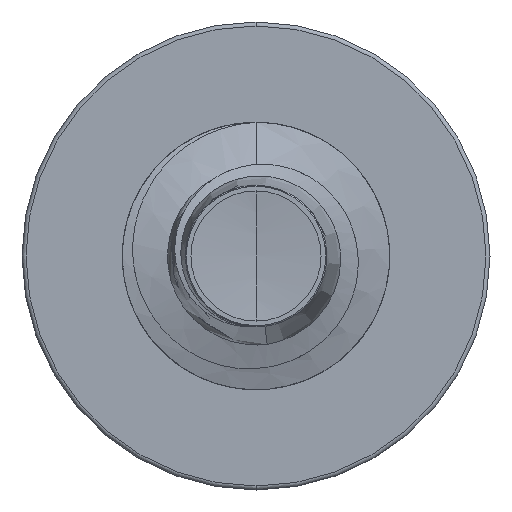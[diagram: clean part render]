
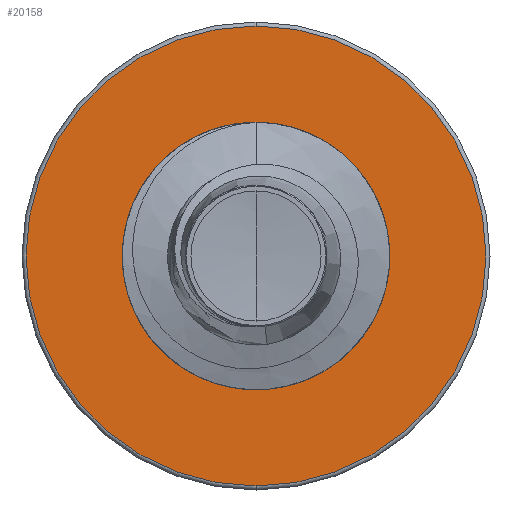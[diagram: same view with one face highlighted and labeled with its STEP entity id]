
A CAD part, front view. The second image highlights one B-rep face of the part: STEP entity #20158.
In plain terms, the highlighted planar face has unit normal (0, -1, 0).
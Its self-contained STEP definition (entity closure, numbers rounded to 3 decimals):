
#620 = VERTEX_POINT ( 'NONE', #20483 ) ;
#1541 = CIRCLE ( 'NONE', #2917, 3.694 ) ;
#1803 = AXIS2_PLACEMENT_3D ( 'NONE', #20956, #9140, #22729 ) ;
#2917 = AXIS2_PLACEMENT_3D ( 'NONE', #21496, #9829, #23275 ) ;
#3005 = AXIS2_PLACEMENT_3D ( 'NONE', #13027, #25862, #15114 ) ;
#3011 = CIRCLE ( 'NONE', #3005, 3.694 ) ;
#3840 = AXIS2_PLACEMENT_3D ( 'NONE', #16775, #20411, #8457 ) ;
#4658 = CARTESIAN_POINT ( 'NONE',  ( 0., 32.5, 0. ) ) ;
#4905 = EDGE_LOOP ( 'NONE', ( #11689, #22316 ) ) ;
#5422 = AXIS2_PLACEMENT_3D ( 'NONE', #4658, #19218, #6970 ) ;
#6970 = DIRECTION ( 'NONE',  ( 0., 0., 1. ) ) ;
#8457 = DIRECTION ( 'NONE',  ( 0., 0., 1. ) ) ;
#9140 = DIRECTION ( 'NONE',  ( 0., 1., 0. ) ) ;
#9829 = DIRECTION ( 'NONE',  ( 0., 1., 0. ) ) ;
#10455 = VERTEX_POINT ( 'NONE', #14304 ) ;
#11689 = ORIENTED_EDGE ( 'NONE', *, *, #22788, .T. ) ;
#11788 = VERTEX_POINT ( 'NONE', #16999 ) ;
#12200 = ORIENTED_EDGE ( 'NONE', *, *, #23734, .F. ) ;
#13027 = CARTESIAN_POINT ( 'NONE',  ( 0., 32.5, 0. ) ) ;
#13294 = ORIENTED_EDGE ( 'NONE', *, *, #21649, .F. ) ;
#14109 = EDGE_LOOP ( 'NONE', ( #13294, #12200 ) ) ;
#14304 = CARTESIAN_POINT ( 'NONE',  ( 0., 32.5, 3.694 ) ) ;
#15114 = DIRECTION ( 'NONE',  ( 0., 0., 1. ) ) ;
#16775 = CARTESIAN_POINT ( 'NONE',  ( 0., 32.5, -3.694 ) ) ;
#16999 = CARTESIAN_POINT ( 'NONE',  ( 0., 32.5, -3.694 ) ) ;
#18340 = FACE_OUTER_BOUND ( 'NONE', #14109, .T. ) ;
#18931 = FACE_BOUND ( 'NONE', #4905, .T. ) ;
#19218 = DIRECTION ( 'NONE',  ( 0., 1., 0. ) ) ;
#19229 = CIRCLE ( 'NONE', #1803, 6.88 ) ;
#19276 = VERTEX_POINT ( 'NONE', #21780 ) ;
#20158 = ADVANCED_FACE ( 'NONE', ( #18340, #18931 ), #25654, .F. ) ;
#20411 = DIRECTION ( 'NONE',  ( 0., 1., 0. ) ) ;
#20483 = CARTESIAN_POINT ( 'NONE',  ( 0., 32.5, -6.88 ) ) ;
#20956 = CARTESIAN_POINT ( 'NONE',  ( 0., 32.5, 0. ) ) ;
#21496 = CARTESIAN_POINT ( 'NONE',  ( 0., 32.5, 0. ) ) ;
#21649 = EDGE_CURVE ( 'NONE', #19276, #620, #26130, .T. ) ;
#21780 = CARTESIAN_POINT ( 'NONE',  ( 0., 32.5, 6.88 ) ) ;
#22247 = EDGE_CURVE ( 'NONE', #11788, #10455, #3011, .T. ) ;
#22316 = ORIENTED_EDGE ( 'NONE', *, *, #22247, .T. ) ;
#22729 = DIRECTION ( 'NONE',  ( 0., 0., 1. ) ) ;
#22788 = EDGE_CURVE ( 'NONE', #10455, #11788, #1541, .T. ) ;
#23275 = DIRECTION ( 'NONE',  ( 0., 0., 1. ) ) ;
#23734 = EDGE_CURVE ( 'NONE', #620, #19276, #19229, .T. ) ;
#25654 = PLANE ( 'NONE',  #3840 ) ;
#25862 = DIRECTION ( 'NONE',  ( 0., 1., 0. ) ) ;
#26130 = CIRCLE ( 'NONE', #5422, 6.88 ) ;
